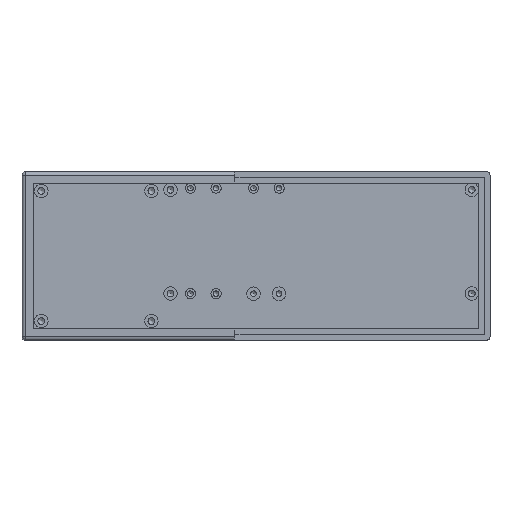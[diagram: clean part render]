
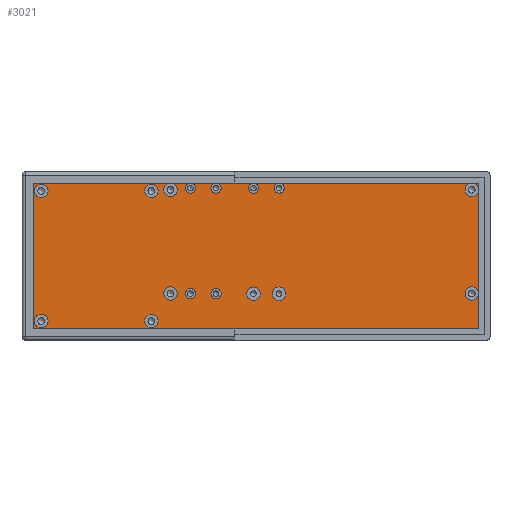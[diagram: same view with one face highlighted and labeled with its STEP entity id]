
A CAD part, top view. The second image highlights one B-rep face of the part: STEP entity #3021.
In plain terms, the highlighted planar face has unit normal (0, 0, 1).
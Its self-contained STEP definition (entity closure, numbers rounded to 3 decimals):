
#225=FACE_BOUND('',#653,.T.);
#226=FACE_BOUND('',#654,.T.);
#227=FACE_BOUND('',#655,.T.);
#228=FACE_BOUND('',#656,.T.);
#229=FACE_BOUND('',#657,.T.);
#230=FACE_BOUND('',#658,.T.);
#231=FACE_BOUND('',#659,.T.);
#232=FACE_BOUND('',#660,.T.);
#233=FACE_BOUND('',#661,.T.);
#234=FACE_BOUND('',#662,.T.);
#235=FACE_BOUND('',#663,.T.);
#236=FACE_BOUND('',#664,.T.);
#237=FACE_BOUND('',#665,.T.);
#238=FACE_BOUND('',#666,.T.);
#239=FACE_BOUND('',#667,.T.);
#240=FACE_BOUND('',#668,.T.);
#304=PLANE('',#3554);
#447=FACE_OUTER_BOUND('',#652,.T.);
#652=EDGE_LOOP('',(#2444,#2445,#2446,#2447));
#653=EDGE_LOOP('',(#2448));
#654=EDGE_LOOP('',(#2449));
#655=EDGE_LOOP('',(#2450));
#656=EDGE_LOOP('',(#2451));
#657=EDGE_LOOP('',(#2452));
#658=EDGE_LOOP('',(#2453));
#659=EDGE_LOOP('',(#2454));
#660=EDGE_LOOP('',(#2455));
#661=EDGE_LOOP('',(#2456));
#662=EDGE_LOOP('',(#2457));
#663=EDGE_LOOP('',(#2458));
#664=EDGE_LOOP('',(#2459));
#665=EDGE_LOOP('',(#2460));
#666=EDGE_LOOP('',(#2461));
#667=EDGE_LOOP('',(#2462));
#668=EDGE_LOOP('',(#2463));
#918=LINE('',#5220,#1149);
#922=LINE('',#5228,#1153);
#925=LINE('',#5234,#1156);
#928=LINE('',#5239,#1159);
#1149=VECTOR('',#4218,10.);
#1153=VECTOR('',#4224,10.);
#1156=VECTOR('',#4229,10.);
#1159=VECTOR('',#4234,10.);
#1306=CIRCLE('',#3492,1.5);
#1308=CIRCLE('',#3496,1.5);
#1310=CIRCLE('',#3500,1.25);
#1312=CIRCLE('',#3504,1.25);
#1314=CIRCLE('',#3508,1.25);
#1316=CIRCLE('',#3512,1.25);
#1318=CIRCLE('',#3516,1.25);
#1320=CIRCLE('',#3520,1.25);
#1322=CIRCLE('',#3524,1.25);
#1324=CIRCLE('',#3528,1.25);
#1325=CIRCLE('',#3530,0.089);
#1326=CIRCLE('',#3532,0.089);
#1328=CIRCLE('',#3536,1.5);
#1330=CIRCLE('',#3540,1.5);
#1332=CIRCLE('',#3544,1.5);
#1334=CIRCLE('',#3548,1.5);
#1507=VERTEX_POINT('',#5087);
#1510=VERTEX_POINT('',#5096);
#1513=VERTEX_POINT('',#5105);
#1516=VERTEX_POINT('',#5114);
#1519=VERTEX_POINT('',#5123);
#1522=VERTEX_POINT('',#5132);
#1525=VERTEX_POINT('',#5141);
#1528=VERTEX_POINT('',#5150);
#1531=VERTEX_POINT('',#5159);
#1534=VERTEX_POINT('',#5168);
#1535=VERTEX_POINT('',#5172);
#1537=VERTEX_POINT('',#5177);
#1541=VERTEX_POINT('',#5187);
#1544=VERTEX_POINT('',#5196);
#1547=VERTEX_POINT('',#5205);
#1550=VERTEX_POINT('',#5214);
#1551=VERTEX_POINT('',#5218);
#1552=VERTEX_POINT('',#5219);
#1555=VERTEX_POINT('',#5227);
#1557=VERTEX_POINT('',#5233);
#1810=EDGE_CURVE('',#1507,#1507,#1306,.T.);
#1814=EDGE_CURVE('',#1510,#1510,#1308,.T.);
#1818=EDGE_CURVE('',#1513,#1513,#1310,.T.);
#1822=EDGE_CURVE('',#1516,#1516,#1312,.T.);
#1826=EDGE_CURVE('',#1519,#1519,#1314,.T.);
#1830=EDGE_CURVE('',#1522,#1522,#1316,.T.);
#1834=EDGE_CURVE('',#1525,#1525,#1318,.T.);
#1838=EDGE_CURVE('',#1528,#1528,#1320,.T.);
#1842=EDGE_CURVE('',#1531,#1531,#1322,.T.);
#1846=EDGE_CURVE('',#1534,#1534,#1324,.T.);
#1848=EDGE_CURVE('',#1535,#1535,#1325,.T.);
#1850=EDGE_CURVE('',#1537,#1537,#1326,.T.);
#1854=EDGE_CURVE('',#1541,#1541,#1328,.T.);
#1858=EDGE_CURVE('',#1544,#1544,#1330,.T.);
#1862=EDGE_CURVE('',#1547,#1547,#1332,.T.);
#1866=EDGE_CURVE('',#1550,#1550,#1334,.T.);
#1868=EDGE_CURVE('',#1551,#1552,#918,.T.);
#1872=EDGE_CURVE('',#1552,#1555,#922,.T.);
#1875=EDGE_CURVE('',#1555,#1557,#925,.T.);
#1878=EDGE_CURVE('',#1557,#1551,#928,.T.);
#2444=ORIENTED_EDGE('',*,*,#1878,.T.);
#2445=ORIENTED_EDGE('',*,*,#1868,.T.);
#2446=ORIENTED_EDGE('',*,*,#1872,.T.);
#2447=ORIENTED_EDGE('',*,*,#1875,.T.);
#2448=ORIENTED_EDGE('',*,*,#1810,.T.);
#2449=ORIENTED_EDGE('',*,*,#1814,.T.);
#2450=ORIENTED_EDGE('',*,*,#1818,.T.);
#2451=ORIENTED_EDGE('',*,*,#1822,.T.);
#2452=ORIENTED_EDGE('',*,*,#1826,.T.);
#2453=ORIENTED_EDGE('',*,*,#1830,.T.);
#2454=ORIENTED_EDGE('',*,*,#1834,.T.);
#2455=ORIENTED_EDGE('',*,*,#1838,.T.);
#2456=ORIENTED_EDGE('',*,*,#1842,.T.);
#2457=ORIENTED_EDGE('',*,*,#1846,.T.);
#2458=ORIENTED_EDGE('',*,*,#1848,.T.);
#2459=ORIENTED_EDGE('',*,*,#1850,.T.);
#2460=ORIENTED_EDGE('',*,*,#1854,.T.);
#2461=ORIENTED_EDGE('',*,*,#1858,.T.);
#2462=ORIENTED_EDGE('',*,*,#1862,.T.);
#2463=ORIENTED_EDGE('',*,*,#1866,.T.);
#3021=ADVANCED_FACE('',(#447,#225,#226,#227,#228,#229,#230,#231,#232,#233,
#234,#235,#236,#237,#238,#239,#240),#304,.F.);
#3492=AXIS2_PLACEMENT_3D('',#5088,#4073,#4074);
#3496=AXIS2_PLACEMENT_3D('',#5097,#4083,#4084);
#3500=AXIS2_PLACEMENT_3D('',#5106,#4093,#4094);
#3504=AXIS2_PLACEMENT_3D('',#5115,#4103,#4104);
#3508=AXIS2_PLACEMENT_3D('',#5124,#4113,#4114);
#3512=AXIS2_PLACEMENT_3D('',#5133,#4123,#4124);
#3516=AXIS2_PLACEMENT_3D('',#5142,#4133,#4134);
#3520=AXIS2_PLACEMENT_3D('',#5151,#4143,#4144);
#3524=AXIS2_PLACEMENT_3D('',#5160,#4153,#4154);
#3528=AXIS2_PLACEMENT_3D('',#5169,#4163,#4164);
#3530=AXIS2_PLACEMENT_3D('',#5173,#4168,#4169);
#3532=AXIS2_PLACEMENT_3D('',#5178,#4173,#4174);
#3536=AXIS2_PLACEMENT_3D('',#5188,#4183,#4184);
#3540=AXIS2_PLACEMENT_3D('',#5197,#4193,#4194);
#3544=AXIS2_PLACEMENT_3D('',#5206,#4203,#4204);
#3548=AXIS2_PLACEMENT_3D('',#5215,#4213,#4214);
#3554=AXIS2_PLACEMENT_3D('',#5242,#4238,#4239);
#4073=DIRECTION('center_axis',(0.,0.,-1.));
#4074=DIRECTION('ref_axis',(1.,0.,0.));
#4083=DIRECTION('center_axis',(0.,0.,-1.));
#4084=DIRECTION('ref_axis',(1.,0.,0.));
#4093=DIRECTION('center_axis',(0.,0.,-1.));
#4094=DIRECTION('ref_axis',(1.,0.,0.));
#4103=DIRECTION('center_axis',(0.,0.,-1.));
#4104=DIRECTION('ref_axis',(1.,0.,0.));
#4113=DIRECTION('center_axis',(0.,0.,-1.));
#4114=DIRECTION('ref_axis',(1.,0.,0.));
#4123=DIRECTION('center_axis',(0.,0.,-1.));
#4124=DIRECTION('ref_axis',(1.,0.,0.));
#4133=DIRECTION('center_axis',(0.,0.,-1.));
#4134=DIRECTION('ref_axis',(1.,0.,0.));
#4143=DIRECTION('center_axis',(0.,0.,-1.));
#4144=DIRECTION('ref_axis',(1.,0.,0.));
#4153=DIRECTION('center_axis',(0.,0.,-1.));
#4154=DIRECTION('ref_axis',(1.,0.,0.));
#4163=DIRECTION('center_axis',(0.,0.,-1.));
#4164=DIRECTION('ref_axis',(1.,0.,0.));
#4168=DIRECTION('center_axis',(0.,0.,-1.));
#4169=DIRECTION('ref_axis',(1.,0.,0.));
#4173=DIRECTION('center_axis',(0.,0.,-1.));
#4174=DIRECTION('ref_axis',(1.,0.,0.));
#4183=DIRECTION('center_axis',(0.,0.,-1.));
#4184=DIRECTION('ref_axis',(1.,0.,0.));
#4193=DIRECTION('center_axis',(0.,0.,-1.));
#4194=DIRECTION('ref_axis',(1.,0.,0.));
#4203=DIRECTION('center_axis',(0.,0.,-1.));
#4204=DIRECTION('ref_axis',(1.,0.,0.));
#4213=DIRECTION('center_axis',(0.,0.,-1.));
#4214=DIRECTION('ref_axis',(1.,0.,0.));
#4218=DIRECTION('',(0.,-1.,0.));
#4224=DIRECTION('',(1.,0.,0.));
#4229=DIRECTION('',(0.,1.,0.));
#4234=DIRECTION('',(-1.,0.,0.));
#4238=DIRECTION('center_axis',(0.,0.,-1.));
#4239=DIRECTION('ref_axis',(1.,0.,0.));
#5087=CARTESIAN_POINT('',(250.8,-87.3,-3.898));
#5088=CARTESIAN_POINT('Origin',(252.3,-87.3,-3.898));
#5096=CARTESIAN_POINT('',(250.8,-41.1,-3.898));
#5097=CARTESIAN_POINT('Origin',(252.3,-41.1,-3.898));
#5105=CARTESIAN_POINT('',(165.25,-87.4,-3.898));
#5106=CARTESIAN_POINT('Origin',(166.5,-87.4,-3.898));
#5114=CARTESIAN_POINT('',(153.857,-40.396,-3.898));
#5115=CARTESIAN_POINT('Origin',(155.107,-40.396,-3.898));
#5123=CARTESIAN_POINT('',(165.25,-40.4,-3.898));
#5124=CARTESIAN_POINT('Origin',(166.5,-40.4,-3.898));
#5132=CARTESIAN_POINT('',(153.85,-87.388,-3.898));
#5133=CARTESIAN_POINT('Origin',(155.1,-87.388,-3.898));
#5141=CARTESIAN_POINT('',(137.15,-87.4,-3.898));
#5142=CARTESIAN_POINT('Origin',(138.4,-87.4,-3.898));
#5150=CARTESIAN_POINT('',(137.15,-40.4,-3.898));
#5151=CARTESIAN_POINT('Origin',(138.4,-40.4,-3.898));
#5159=CARTESIAN_POINT('',(125.75,-87.4,-3.898));
#5160=CARTESIAN_POINT('Origin',(127.,-87.4,-3.898));
#5168=CARTESIAN_POINT('',(125.75,-40.4,-3.898));
#5169=CARTESIAN_POINT('Origin',(127.,-40.4,-3.898));
#5172=CARTESIAN_POINT('',(118.011,-87.3,-3.898));
#5173=CARTESIAN_POINT('Origin',(118.1,-87.3,-3.898));
#5177=CARTESIAN_POINT('',(118.011,-41.1,-3.898));
#5178=CARTESIAN_POINT('Origin',(118.1,-41.1,-3.898));
#5187=CARTESIAN_POINT('',(108.1,-99.6,-3.898));
#5188=CARTESIAN_POINT('Origin',(109.6,-99.6,-3.898));
#5196=CARTESIAN_POINT('',(108.1,-41.6,-3.898));
#5197=CARTESIAN_POINT('Origin',(109.6,-41.6,-3.898));
#5205=CARTESIAN_POINT('',(59.1,-99.6,-3.898));
#5206=CARTESIAN_POINT('Origin',(60.6,-99.6,-3.898));
#5214=CARTESIAN_POINT('',(59.1,-41.6,-3.898));
#5215=CARTESIAN_POINT('Origin',(60.6,-41.6,-3.898));
#5218=CARTESIAN_POINT('',(57.,-38.123,-3.898));
#5219=CARTESIAN_POINT('',(57.,-103.091,-3.898));
#5220=CARTESIAN_POINT('',(57.,-38.123,-3.898));
#5227=CARTESIAN_POINT('',(255.4,-103.091,-3.898));
#5228=CARTESIAN_POINT('',(57.,-103.091,-3.898));
#5233=CARTESIAN_POINT('',(255.4,-38.123,-3.898));
#5234=CARTESIAN_POINT('',(255.4,-103.091,-3.898));
#5239=CARTESIAN_POINT('',(255.4,-38.123,-3.898));
#5242=CARTESIAN_POINT('Origin',(156.2,-70.607,-3.898));
